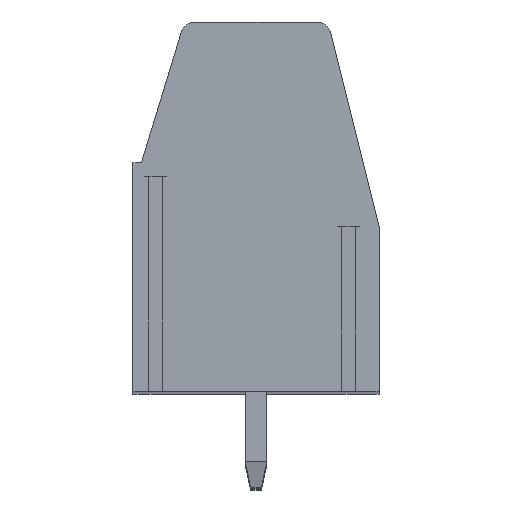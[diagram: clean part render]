
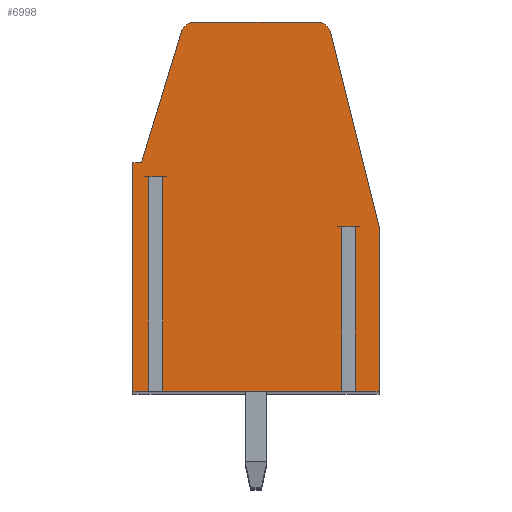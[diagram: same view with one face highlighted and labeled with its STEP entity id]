
A CAD part, top view. The second image highlights one B-rep face of the part: STEP entity #6998.
In plain terms, the highlighted planar face has unit normal (0, 0, 1).
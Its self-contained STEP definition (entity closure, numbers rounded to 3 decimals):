
#13=DIRECTION('',(-1.,0.,0.));
#14=VECTOR('',#13,0.503);
#15=CARTESIAN_POINT('',(-3.413,1.1,63.5));
#16=LINE('',#15,#14);
#17=DIRECTION('',(0.,1.,0.));
#18=VECTOR('',#17,7.85);
#19=CARTESIAN_POINT('',(-3.917,-6.75,63.5));
#20=LINE('',#19,#18);
#21=DIRECTION('',(1.,0.,0.));
#22=VECTOR('',#21,0.583);
#23=CARTESIAN_POINT('',(-4.5,-6.75,63.5));
#24=LINE('',#23,#22);
#25=DIRECTION('',(0.,-1.,0.));
#26=VECTOR('',#25,8.35);
#27=CARTESIAN_POINT('',(-4.5,1.6,63.5));
#28=LINE('',#27,#26);
#29=DIRECTION('',(-1.,0.,0.));
#30=VECTOR('',#29,0.31);
#31=CARTESIAN_POINT('',(-4.19,1.6,63.5));
#32=LINE('',#31,#30);
#33=DIRECTION('',(-0.292,-0.956,0.));
#34=VECTOR('',#33,5.015);
#35=CARTESIAN_POINT('',(-2.723,6.396,63.5));
#36=LINE('',#35,#34);
#37=CARTESIAN_POINT('',(-2.245,6.25,63.5));
#38=DIRECTION('',(0.,0.,1.));
#39=DIRECTION('',(0.,1.,0.));
#40=AXIS2_PLACEMENT_3D('',#37,#38,#39);
#42=DIRECTION('',(-1.,0.,0.));
#43=VECTOR('',#42,4.489);
#44=CARTESIAN_POINT('',(2.244,6.75,63.5));
#45=LINE('',#44,#43);
#46=CARTESIAN_POINT('',(2.244,6.25,63.5));
#47=DIRECTION('',(0.,0.,1.));
#48=DIRECTION('',(0.97,0.242,0.));
#49=AXIS2_PLACEMENT_3D('',#46,#47,#48);
#51=DIRECTION('',(-0.242,0.97,0.));
#52=VECTOR('',#51,7.318);
#53=CARTESIAN_POINT('',(4.5,-0.73,63.5));
#54=LINE('',#53,#52);
#55=DIRECTION('',(0.,1.,0.));
#56=VECTOR('',#55,6.02);
#57=CARTESIAN_POINT('',(4.5,-6.75,63.5));
#58=LINE('',#57,#56);
#59=DIRECTION('',(1.,0.,0.));
#60=VECTOR('',#59,0.863);
#61=CARTESIAN_POINT('',(3.637,-6.75,63.5));
#62=LINE('',#61,#60);
#63=DIRECTION('',(0.,1.,0.));
#64=VECTOR('',#63,6.02);
#65=CARTESIAN_POINT('',(3.637,-6.75,63.5));
#66=LINE('',#65,#64);
#67=DIRECTION('',(-1.,0.,0.));
#68=VECTOR('',#67,0.503);
#69=CARTESIAN_POINT('',(3.637,-0.73,63.5));
#70=LINE('',#69,#68);
#71=DIRECTION('',(0.,1.,0.));
#72=VECTOR('',#71,6.02);
#73=CARTESIAN_POINT('',(3.133,-6.75,63.5));
#74=LINE('',#73,#72);
#75=DIRECTION('',(1.,0.,0.));
#76=VECTOR('',#75,6.547);
#77=CARTESIAN_POINT('',(-3.413,-6.75,63.5));
#78=LINE('',#77,#76);
#79=DIRECTION('',(0.,1.,0.));
#80=VECTOR('',#79,7.85);
#81=CARTESIAN_POINT('',(-3.413,-6.75,63.5));
#82=LINE('',#81,#80);
#5473=CARTESIAN_POINT('',(4.5,-6.75,63.5));
#5474=CARTESIAN_POINT('',(4.5,-0.73,63.5));
#5475=VERTEX_POINT('',#5473);
#5476=VERTEX_POINT('',#5474);
#5477=CARTESIAN_POINT('',(2.73,6.371,63.5));
#5478=VERTEX_POINT('',#5477);
#5479=CARTESIAN_POINT('',(2.244,6.75,63.5));
#5480=VERTEX_POINT('',#5479);
#5481=CARTESIAN_POINT('',(-2.245,6.75,63.5));
#5482=VERTEX_POINT('',#5481);
#5483=CARTESIAN_POINT('',(-2.723,6.396,63.5));
#5484=VERTEX_POINT('',#5483);
#5485=CARTESIAN_POINT('',(-4.19,1.6,63.5));
#5486=VERTEX_POINT('',#5485);
#5487=CARTESIAN_POINT('',(-4.5,1.6,63.5));
#5488=VERTEX_POINT('',#5487);
#5489=CARTESIAN_POINT('',(-4.5,-6.75,63.5));
#5490=VERTEX_POINT('',#5489);
#5565=CARTESIAN_POINT('',(3.637,-0.73,63.5));
#5566=CARTESIAN_POINT('',(3.133,-0.73,63.5));
#5567=VERTEX_POINT('',#5565);
#5568=VERTEX_POINT('',#5566);
#5569=CARTESIAN_POINT('',(3.133,-6.75,63.5));
#5570=VERTEX_POINT('',#5569);
#5571=CARTESIAN_POINT('',(3.637,-6.75,63.5));
#5572=VERTEX_POINT('',#5571);
#5589=CARTESIAN_POINT('',(-3.413,1.1,63.5));
#5590=CARTESIAN_POINT('',(-3.917,1.1,63.5));
#5591=VERTEX_POINT('',#5589);
#5592=VERTEX_POINT('',#5590);
#5593=CARTESIAN_POINT('',(-3.413,-6.75,63.5));
#5594=VERTEX_POINT('',#5593);
#5595=CARTESIAN_POINT('',(-3.917,-6.75,63.5));
#5596=VERTEX_POINT('',#5595);
#6957=CARTESIAN_POINT('',(0.,0.,63.5));
#6958=DIRECTION('',(0.,0.,1.));
#6959=DIRECTION('',(1.,0.,0.));
#6960=AXIS2_PLACEMENT_3D('',#6957,#6958,#6959);
#6961=PLANE('',#6960);
#6963=ORIENTED_EDGE('',*,*,#6962,.T.);
#6965=ORIENTED_EDGE('',*,*,#6964,.F.);
#6967=ORIENTED_EDGE('',*,*,#6966,.F.);
#6969=ORIENTED_EDGE('',*,*,#6968,.F.);
#6971=ORIENTED_EDGE('',*,*,#6970,.F.);
#6973=ORIENTED_EDGE('',*,*,#6972,.F.);
#6975=ORIENTED_EDGE('',*,*,#6974,.F.);
#6977=ORIENTED_EDGE('',*,*,#6976,.F.);
#6979=ORIENTED_EDGE('',*,*,#6978,.F.);
#6981=ORIENTED_EDGE('',*,*,#6980,.F.);
#6983=ORIENTED_EDGE('',*,*,#6982,.F.);
#6985=ORIENTED_EDGE('',*,*,#6984,.F.);
#6987=ORIENTED_EDGE('',*,*,#6986,.T.);
#6989=ORIENTED_EDGE('',*,*,#6988,.T.);
#6991=ORIENTED_EDGE('',*,*,#6990,.F.);
#6993=ORIENTED_EDGE('',*,*,#6992,.F.);
#6995=ORIENTED_EDGE('',*,*,#6994,.T.);
#6996=EDGE_LOOP('',(#6963,#6965,#6967,#6969,#6971,#6973,#6975,#6977,#6979,#6981,
#6983,#6985,#6987,#6989,#6991,#6993,#6995));
#6997=FACE_OUTER_BOUND('',#6996,.F.);
#41=CIRCLE('',#40,0.5);
#50=CIRCLE('',#49,0.5);
#6962=EDGE_CURVE('',#5591,#5592,#16,.T.);
#6964=EDGE_CURVE('',#5596,#5592,#20,.T.);
#6966=EDGE_CURVE('',#5490,#5596,#24,.T.);
#6968=EDGE_CURVE('',#5488,#5490,#28,.T.);
#6970=EDGE_CURVE('',#5486,#5488,#32,.T.);
#6972=EDGE_CURVE('',#5484,#5486,#36,.T.);
#6974=EDGE_CURVE('',#5482,#5484,#41,.T.);
#6976=EDGE_CURVE('',#5480,#5482,#45,.T.);
#6978=EDGE_CURVE('',#5478,#5480,#50,.T.);
#6980=EDGE_CURVE('',#5476,#5478,#54,.T.);
#6982=EDGE_CURVE('',#5475,#5476,#58,.T.);
#6984=EDGE_CURVE('',#5572,#5475,#62,.T.);
#6986=EDGE_CURVE('',#5572,#5567,#66,.T.);
#6988=EDGE_CURVE('',#5567,#5568,#70,.T.);
#6990=EDGE_CURVE('',#5570,#5568,#74,.T.);
#6992=EDGE_CURVE('',#5594,#5570,#78,.T.);
#6994=EDGE_CURVE('',#5594,#5591,#82,.T.);
#6998=ADVANCED_FACE('',(#6997),#6961,.T.);
